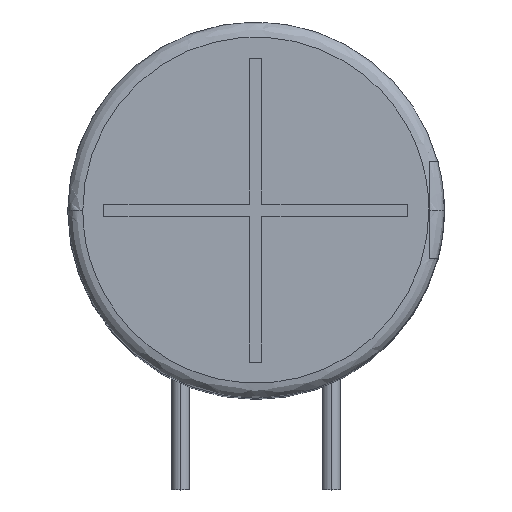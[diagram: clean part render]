
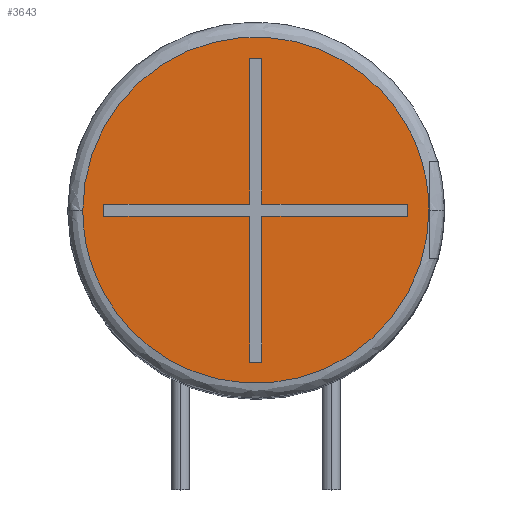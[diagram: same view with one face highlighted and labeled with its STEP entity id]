
A CAD part, top view. The second image highlights one B-rep face of the part: STEP entity #3643.
In plain terms, the highlighted planar face has unit normal (0, 0, 1).
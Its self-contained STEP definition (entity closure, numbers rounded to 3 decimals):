
#19 = FACE_OUTER_BOUND ( 'NONE', #1209, .T. ) ;
#20 = VERTEX_POINT ( 'NONE', #1925 ) ;
#69 = DIRECTION ( 'NONE',  ( 0., -1., 0. ) ) ;
#71 = CARTESIAN_POINT ( 'NONE',  ( 0., 0., 25. ) ) ;
#106 = EDGE_CURVE ( 'NONE', #4036, #1123, #567, .T. ) ;
#147 = CARTESIAN_POINT ( 'NONE',  ( -5.05, -0.2, 25. ) ) ;
#259 = VECTOR ( 'NONE', #2040, 1000. ) ;
#264 = VECTOR ( 'NONE', #1488, 1000. ) ;
#293 = CARTESIAN_POINT ( 'NONE',  ( -5.75, 0., 25. ) ) ;
#309 = EDGE_LOOP ( 'NONE', ( #1066, #2940, #4057, #3481, #797, #2686, #4326, #1359, #2992, #1415, #3688, #2386 ) ) ;
#431 = DIRECTION ( 'NONE',  ( 0., 0., -1. ) ) ;
#456 = CARTESIAN_POINT ( 'NONE',  ( -5.75, 0., 25. ) ) ;
#533 = CARTESIAN_POINT ( 'NONE',  ( -0.2, -5.05, 25. ) ) ;
#544 = LINE ( 'NONE', #1919, #4314 ) ;
#558 = VERTEX_POINT ( 'NONE', #533 ) ;
#567 =( BOUNDED_CURVE ( )  B_SPLINE_CURVE ( 3, ( #456, #1548, #2580, #3328 ),
 .UNSPECIFIED., .F., .T. ) 
 B_SPLINE_CURVE_WITH_KNOTS ( ( 4, 4 ),
 ( 0.5, 1. ),
 .UNSPECIFIED. ) 
 CURVE ( )  GEOMETRIC_REPRESENTATION_ITEM ( )  RATIONAL_B_SPLINE_CURVE ( ( 1., 0.333, 0.333, 1. ) ) 
 REPRESENTATION_ITEM ( '' )  );
#571 = LINE ( 'NONE', #803, #2975 ) ;
#596 = LINE ( 'NONE', #2737, #1586 ) ;
#660 = CARTESIAN_POINT ( 'NONE',  ( 0., 0.2, 25. ) ) ;
#667 = VECTOR ( 'NONE', #3517, 1000. ) ;
#797 = ORIENTED_EDGE ( 'NONE', *, *, #4254, .F. ) ;
#803 = CARTESIAN_POINT ( 'NONE',  ( 0.2, 0., 25. ) ) ;
#819 = EDGE_CURVE ( 'NONE', #1405, #4268, #4213, .T. ) ;
#824 = EDGE_CURVE ( 'NONE', #3450, #2660, #1198, .T. ) ;
#995 = ORIENTED_EDGE ( 'NONE', *, *, #3299, .F. ) ;
#1045 = CARTESIAN_POINT ( 'NONE',  ( 0., 5.05, 25. ) ) ;
#1066 = ORIENTED_EDGE ( 'NONE', *, *, #1306, .F. ) ;
#1092 = LINE ( 'NONE', #1045, #2793 ) ;
#1094 = VERTEX_POINT ( 'NONE', #2436 ) ;
#1123 = VERTEX_POINT ( 'NONE', #1283 ) ;
#1138 = DIRECTION ( 'NONE',  ( 0., 1., 0. ) ) ;
#1198 = LINE ( 'NONE', #2973, #264 ) ;
#1200 = VECTOR ( 'NONE', #3144, 1000. ) ;
#1209 = EDGE_LOOP ( 'NONE', ( #995, #2025 ) ) ;
#1225 = DIRECTION ( 'NONE',  ( 1., 0., 0. ) ) ;
#1254 = CARTESIAN_POINT ( 'NONE',  ( 0.2, 5.05, 25. ) ) ;
#1262 = LINE ( 'NONE', #1733, #1200 ) ;
#1263 =( BOUNDED_CURVE ( )  B_SPLINE_CURVE ( 3, ( #3035, #1997, #3082, #2381 ),
 .UNSPECIFIED., .F., .F. ) 
 B_SPLINE_CURVE_WITH_KNOTS ( ( 4, 4 ),
 ( 0., 0.5 ),
 .UNSPECIFIED. ) 
 CURVE ( )  GEOMETRIC_REPRESENTATION_ITEM ( )  RATIONAL_B_SPLINE_CURVE ( ( 1., 0.333, 0.333, 1. ) ) 
 REPRESENTATION_ITEM ( '' )  );
#1281 = EDGE_CURVE ( 'NONE', #2168, #1405, #1940, .T. ) ;
#1283 = CARTESIAN_POINT ( 'NONE',  ( 5.75, 0., 25. ) ) ;
#1306 = EDGE_CURVE ( 'NONE', #3370, #1862, #4539, .T. ) ;
#1354 = DIRECTION ( 'NONE',  ( 1., 0., 0. ) ) ;
#1359 = ORIENTED_EDGE ( 'NONE', *, *, #3564, .F. ) ;
#1405 = VERTEX_POINT ( 'NONE', #2480 ) ;
#1415 = ORIENTED_EDGE ( 'NONE', *, *, #4362, .F. ) ;
#1488 = DIRECTION ( 'NONE',  ( -1., 0., 0. ) ) ;
#1548 = CARTESIAN_POINT ( 'NONE',  ( -5.75, 11.5, 25. ) ) ;
#1586 = VECTOR ( 'NONE', #3499, 1000. ) ;
#1670 = VERTEX_POINT ( 'NONE', #1963 ) ;
#1733 = CARTESIAN_POINT ( 'NONE',  ( 5.05, 0., 25. ) ) ;
#1740 = CARTESIAN_POINT ( 'NONE',  ( 0.2, -0.2, 25. ) ) ;
#1750 = CARTESIAN_POINT ( 'NONE',  ( -0.2, 0., 25. ) ) ;
#1755 = FACE_BOUND ( 'NONE', #309, .T. ) ;
#1766 = EDGE_CURVE ( 'NONE', #1094, #558, #3538, .T. ) ;
#1848 = EDGE_CURVE ( 'NONE', #20, #3370, #571, .T. ) ;
#1862 = VERTEX_POINT ( 'NONE', #2237 ) ;
#1919 = CARTESIAN_POINT ( 'NONE',  ( 0., -0.2, 25. ) ) ;
#1925 = CARTESIAN_POINT ( 'NONE',  ( 0.2, -5.05, 25. ) ) ;
#1940 = LINE ( 'NONE', #660, #667 ) ;
#1963 = CARTESIAN_POINT ( 'NONE',  ( -0.2, 5.05, 25. ) ) ;
#1997 = CARTESIAN_POINT ( 'NONE',  ( 5.75, -11.5, 25. ) ) ;
#2025 = ORIENTED_EDGE ( 'NONE', *, *, #106, .F. ) ;
#2040 = DIRECTION ( 'NONE',  ( 0., 1., 0. ) ) ;
#2108 = DIRECTION ( 'NONE',  ( 0., -1., 0. ) ) ;
#2136 = CARTESIAN_POINT ( 'NONE',  ( -5.05, 0., 25. ) ) ;
#2168 = VERTEX_POINT ( 'NONE', #2738 ) ;
#2237 = CARTESIAN_POINT ( 'NONE',  ( 5.05, -0.2, 25. ) ) ;
#2381 = CARTESIAN_POINT ( 'NONE',  ( -5.75, 0., 25. ) ) ;
#2386 = ORIENTED_EDGE ( 'NONE', *, *, #4015, .F. ) ;
#2393 = LINE ( 'NONE', #2722, #259 ) ;
#2397 = VECTOR ( 'NONE', #69, 1000. ) ;
#2436 = CARTESIAN_POINT ( 'NONE',  ( -0.2, -0.2, 25. ) ) ;
#2480 = CARTESIAN_POINT ( 'NONE',  ( -5.05, 0.2, 25. ) ) ;
#2580 = CARTESIAN_POINT ( 'NONE',  ( 5.75, 11.5, 25. ) ) ;
#2660 = VERTEX_POINT ( 'NONE', #3084 ) ;
#2686 = ORIENTED_EDGE ( 'NONE', *, *, #819, .F. ) ;
#2722 = CARTESIAN_POINT ( 'NONE',  ( 0.2, 0., 25. ) ) ;
#2737 = CARTESIAN_POINT ( 'NONE',  ( 0., -5.05, 25. ) ) ;
#2738 = CARTESIAN_POINT ( 'NONE',  ( -0.2, 0.2, 25. ) ) ;
#2793 = VECTOR ( 'NONE', #3589, 1000. ) ;
#2940 = ORIENTED_EDGE ( 'NONE', *, *, #1848, .F. ) ;
#2973 = CARTESIAN_POINT ( 'NONE',  ( 0., 0.2, 25. ) ) ;
#2975 = VECTOR ( 'NONE', #4007, 1000. ) ;
#2992 = ORIENTED_EDGE ( 'NONE', *, *, #4046, .F. ) ;
#3035 = CARTESIAN_POINT ( 'NONE',  ( 5.75, 0., 25. ) ) ;
#3082 = CARTESIAN_POINT ( 'NONE',  ( -5.75, -11.5, 25. ) ) ;
#3084 = CARTESIAN_POINT ( 'NONE',  ( 0.2, 0.2, 25. ) ) ;
#3144 = DIRECTION ( 'NONE',  ( 0., 1., 0. ) ) ;
#3155 = CARTESIAN_POINT ( 'NONE',  ( 0., -0.2, 25. ) ) ;
#3299 = EDGE_CURVE ( 'NONE', #1123, #4036, #1263, .T. ) ;
#3328 = CARTESIAN_POINT ( 'NONE',  ( 5.75, 0., 25. ) ) ;
#3333 = VECTOR ( 'NONE', #2108, 1000. ) ;
#3339 = AXIS2_PLACEMENT_3D ( 'NONE', #71, #431, #1138 ) ;
#3370 = VERTEX_POINT ( 'NONE', #1740 ) ;
#3386 = EDGE_CURVE ( 'NONE', #558, #20, #596, .T. ) ;
#3450 = VERTEX_POINT ( 'NONE', #4144 ) ;
#3481 = ORIENTED_EDGE ( 'NONE', *, *, #1766, .F. ) ;
#3499 = DIRECTION ( 'NONE',  ( 1., 0., 0. ) ) ;
#3517 = DIRECTION ( 'NONE',  ( -1., 0., 0. ) ) ;
#3538 = LINE ( 'NONE', #4141, #4061 ) ;
#3564 = EDGE_CURVE ( 'NONE', #1670, #2168, #4355, .T. ) ;
#3589 = DIRECTION ( 'NONE',  ( -1., 0., 0. ) ) ;
#3643 = ADVANCED_FACE ( 'NONE', ( #1755, #19 ), #4330, .F. ) ;
#3688 = ORIENTED_EDGE ( 'NONE', *, *, #824, .F. ) ;
#4007 = DIRECTION ( 'NONE',  ( 0., 1., 0. ) ) ;
#4015 = EDGE_CURVE ( 'NONE', #1862, #3450, #1262, .T. ) ;
#4036 = VERTEX_POINT ( 'NONE', #293 ) ;
#4046 = EDGE_CURVE ( 'NONE', #4356, #1670, #1092, .T. ) ;
#4057 = ORIENTED_EDGE ( 'NONE', *, *, #3386, .F. ) ;
#4061 = VECTOR ( 'NONE', #4503, 1000. ) ;
#4141 = CARTESIAN_POINT ( 'NONE',  ( -0.2, 0., 25. ) ) ;
#4144 = CARTESIAN_POINT ( 'NONE',  ( 5.05, 0.2, 25. ) ) ;
#4213 = LINE ( 'NONE', #2136, #2397 ) ;
#4254 = EDGE_CURVE ( 'NONE', #4268, #1094, #544, .T. ) ;
#4268 = VERTEX_POINT ( 'NONE', #147 ) ;
#4314 = VECTOR ( 'NONE', #1225, 1000. ) ;
#4320 = VECTOR ( 'NONE', #1354, 1000. ) ;
#4326 = ORIENTED_EDGE ( 'NONE', *, *, #1281, .F. ) ;
#4330 = PLANE ( 'NONE',  #3339 ) ;
#4355 = LINE ( 'NONE', #1750, #3333 ) ;
#4356 = VERTEX_POINT ( 'NONE', #1254 ) ;
#4362 = EDGE_CURVE ( 'NONE', #2660, #4356, #2393, .T. ) ;
#4503 = DIRECTION ( 'NONE',  ( 0., -1., 0. ) ) ;
#4539 = LINE ( 'NONE', #3155, #4320 ) ;
